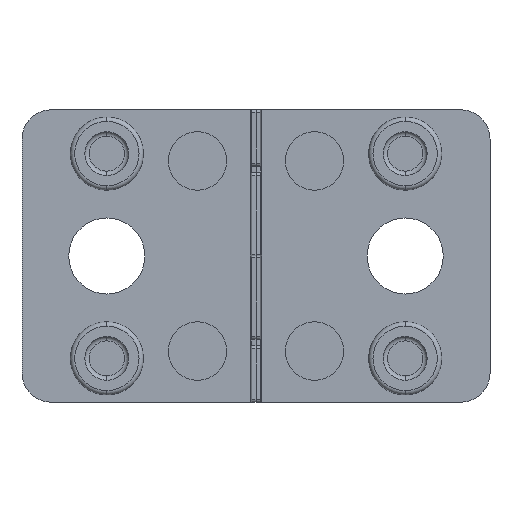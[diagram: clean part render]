
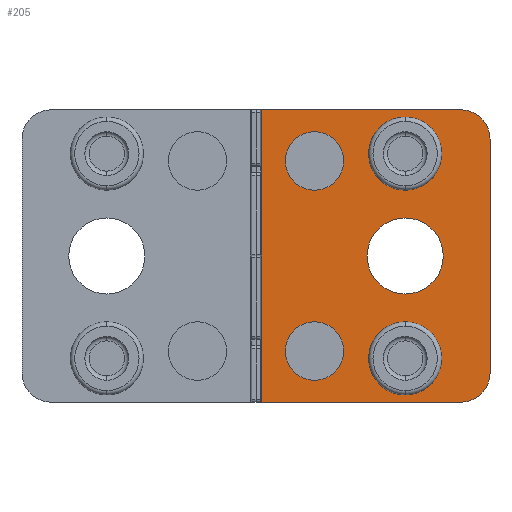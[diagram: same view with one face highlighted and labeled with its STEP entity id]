
A CAD part, front view. The second image highlights one B-rep face of the part: STEP entity #205.
In plain terms, the highlighted planar face has unit normal (0, -1, 0).
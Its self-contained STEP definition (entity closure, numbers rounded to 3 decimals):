
#45 = CIRCLE ( 'NONE', #4879, 2. ) ;
#129 = AXIS2_PLACEMENT_3D ( 'NONE', #2801, #2799, #2794 ) ;
#133 = CARTESIAN_POINT ( 'NONE',  ( 10.2, -6., -4.5 ) ) ;
#158 = AXIS2_PLACEMENT_3D ( 'NONE', #2645, #862, #864 ) ;
#182 = VERTEX_POINT ( 'NONE', #5233 ) ;
#205 = ADVANCED_FACE ( 'NONE', ( #2367, #2423, #2372, #2428, #2417, #2433 ), #5199, .F. ) ;
#245 = ORIENTED_EDGE ( 'NONE', *, *, #2719, .F. ) ;
#257 = CIRCLE ( 'NONE', #3186, 2. ) ;
#268 = CARTESIAN_POINT ( 'NONE',  ( 0.405, -6., 10. ) ) ;
#272 = CIRCLE ( 'NONE', #3453, 2.5 ) ;
#276 = DIRECTION ( 'NONE',  ( 0., 0., -1. ) ) ;
#370 = ORIENTED_EDGE ( 'NONE', *, *, #3869, .T. ) ;
#399 = VECTOR ( 'NONE', #276, 1000. ) ;
#404 = LINE ( 'NONE', #268, #399 ) ;
#675 = CARTESIAN_POINT ( 'NONE',  ( 10.2, -6., 9.5 ) ) ;
#678 = VERTEX_POINT ( 'NONE', #4087 ) ;
#686 = CARTESIAN_POINT ( 'NONE',  ( 0.405, -6., 10. ) ) ;
#709 = DIRECTION ( 'NONE',  ( 1., 0., 0. ) ) ;
#710 = CIRCLE ( 'NONE', #5176, 2.6 ) ;
#744 = EDGE_CURVE ( 'NONE', #3700, #1929, #1733, .T. ) ;
#786 = DIRECTION ( 'NONE',  ( 0., 0., 1. ) ) ;
#793 = DIRECTION ( 'NONE',  ( 0., 0., 1. ) ) ;
#800 = DIRECTION ( 'NONE',  ( 0., -1., 0. ) ) ;
#833 = CARTESIAN_POINT ( 'NONE',  ( 14., -6., -8. ) ) ;
#862 = DIRECTION ( 'NONE',  ( 0., -1., 0. ) ) ;
#864 = DIRECTION ( 'NONE',  ( 0., 0., 1. ) ) ;
#916 = DIRECTION ( 'NONE',  ( 0., -1., 0. ) ) ;
#930 = CARTESIAN_POINT ( 'NONE',  ( 10.2, -6., 7. ) ) ;
#994 = VERTEX_POINT ( 'NONE', #3437 ) ;
#1000 = CARTESIAN_POINT ( 'NONE',  ( 16., -6., 8. ) ) ;
#1014 = ORIENTED_EDGE ( 'NONE', *, *, #4348, .T. ) ;
#1025 = CARTESIAN_POINT ( 'NONE',  ( 14., -6., -10. ) ) ;
#1026 = AXIS2_PLACEMENT_3D ( 'NONE', #2735, #2727, #2726 ) ;
#1083 = VERTEX_POINT ( 'NONE', #3154 ) ;
#1084 = CARTESIAN_POINT ( 'NONE',  ( 10.2, -6., -2.6 ) ) ;
#1112 = CIRCLE ( 'NONE', #1026, 2. ) ;
#1148 = CIRCLE ( 'NONE', #129, 2. ) ;
#1191 = AXIS2_PLACEMENT_3D ( 'NONE', #2387, #2378, #2369 ) ;
#1219 = EDGE_CURVE ( 'NONE', #3041, #994, #1148, .T. ) ;
#1252 = EDGE_CURVE ( 'NONE', #2193, #4381, #1112, .T. ) ;
#1457 = CARTESIAN_POINT ( 'NONE',  ( 16., -6., -8. ) ) ;
#1467 = CARTESIAN_POINT ( 'NONE',  ( 0.405, -6., -10. ) ) ;
#1498 = DIRECTION ( 'NONE',  ( 0., -1., 0. ) ) ;
#1499 = CARTESIAN_POINT ( 'NONE',  ( 4., -6., 6.5 ) ) ;
#1532 = EDGE_LOOP ( 'NONE', ( #3401, #370 ) ) ;
#1563 = DIRECTION ( 'NONE',  ( 0., 0., 1. ) ) ;
#1567 = DIRECTION ( 'NONE',  ( 0., -1., 0. ) ) ;
#1572 = CARTESIAN_POINT ( 'NONE',  ( 10.2, -6., -7. ) ) ;
#1573 = CARTESIAN_POINT ( 'NONE',  ( 10.2, -6., 4.5 ) ) ;
#1581 = DIRECTION ( 'NONE',  ( 0., 0., -1. ) ) ;
#1591 = ORIENTED_EDGE ( 'NONE', *, *, #2014, .F. ) ;
#1668 = EDGE_CURVE ( 'NONE', #1083, #3792, #257, .T. ) ;
#1671 = EDGE_CURVE ( 'NONE', #1929, #3700, #272, .T. ) ;
#1733 = CIRCLE ( 'NONE', #2929, 2.5 ) ;
#1787 = EDGE_CURVE ( 'NONE', #5022, #2328, #45, .T. ) ;
#1788 = EDGE_LOOP ( 'NONE', ( #2868, #4430 ) ) ;
#1821 = VECTOR ( 'NONE', #3630, 1000. ) ;
#1879 = DIRECTION ( 'NONE',  ( 0., 0., 1. ) ) ;
#1903 = EDGE_CURVE ( 'NONE', #678, #2333, #404, .T. ) ;
#1929 = VERTEX_POINT ( 'NONE', #133 ) ;
#1939 = CARTESIAN_POINT ( 'NONE',  ( 10.2, -6., 7. ) ) ;
#1969 = DIRECTION ( 'NONE',  ( 0., -1., 0. ) ) ;
#1996 = VERTEX_POINT ( 'NONE', #675 ) ;
#2014 = EDGE_CURVE ( 'NONE', #678, #4381, #5005, .T. ) ;
#2042 = DIRECTION ( 'NONE',  ( 0., 0., 1. ) ) ;
#2048 = CARTESIAN_POINT ( 'NONE',  ( 10.2, -6., 0. ) ) ;
#2068 = ORIENTED_EDGE ( 'NONE', *, *, #744, .F. ) ;
#2098 = EDGE_CURVE ( 'NONE', #994, #3041, #4020, .T. ) ;
#2124 = ORIENTED_EDGE ( 'NONE', *, *, #1668, .F. ) ;
#2127 = EDGE_LOOP ( 'NONE', ( #4080, #3788, #1591, #4889, #1014, #2817 ) ) ;
#2139 = EDGE_LOOP ( 'NONE', ( #245, #3105 ) ) ;
#2193 = VERTEX_POINT ( 'NONE', #1000 ) ;
#2209 = EDGE_LOOP ( 'NONE', ( #2124, #3640 ) ) ;
#2258 = AXIS2_PLACEMENT_3D ( 'NONE', #1939, #1969, #1879 ) ;
#2328 = VERTEX_POINT ( 'NONE', #1457 ) ;
#2333 = VERTEX_POINT ( 'NONE', #1467 ) ;
#2367 = FACE_BOUND ( 'NONE', #1788, .T. ) ;
#2369 = DIRECTION ( 'NONE',  ( 0., 0., -1. ) ) ;
#2372 = FACE_BOUND ( 'NONE', #2139, .T. ) ;
#2378 = DIRECTION ( 'NONE',  ( 0., -1., 0. ) ) ;
#2387 = CARTESIAN_POINT ( 'NONE',  ( 4., -6., 6.5 ) ) ;
#2417 = FACE_OUTER_BOUND ( 'NONE', #2127, .T. ) ;
#2420 = DIRECTION ( 'NONE',  ( 0., 1., 0. ) ) ;
#2423 = FACE_BOUND ( 'NONE', #2209, .T. ) ;
#2428 = FACE_BOUND ( 'NONE', #1532, .T. ) ;
#2433 = FACE_BOUND ( 'NONE', #2867, .T. ) ;
#2586 = AXIS2_PLACEMENT_3D ( 'NONE', #5235, #5188, #5187 ) ;
#2645 = CARTESIAN_POINT ( 'NONE',  ( 4., -6., -6.5 ) ) ;
#2657 = CARTESIAN_POINT ( 'NONE',  ( 4., -6., -8.5 ) ) ;
#2719 = EDGE_CURVE ( 'NONE', #1996, #4839, #4661, .T. ) ;
#2726 = DIRECTION ( 'NONE',  ( 0., 0., 1. ) ) ;
#2727 = DIRECTION ( 'NONE',  ( 0., -1., 0. ) ) ;
#2735 = CARTESIAN_POINT ( 'NONE',  ( 14., -6., 8. ) ) ;
#2794 = DIRECTION ( 'NONE',  ( 0., 0., 1. ) ) ;
#2799 = DIRECTION ( 'NONE',  ( 0., -1., 0. ) ) ;
#2801 = CARTESIAN_POINT ( 'NONE',  ( 4., -6., -6.5 ) ) ;
#2802 = DIRECTION ( 'NONE',  ( 0., 0., -1. ) ) ;
#2813 = AXIS2_PLACEMENT_3D ( 'NONE', #2048, #2420, #2042 ) ;
#2817 = ORIENTED_EDGE ( 'NONE', *, *, #1787, .T. ) ;
#2867 = EDGE_LOOP ( 'NONE', ( #4957, #2068 ) ) ;
#2868 = ORIENTED_EDGE ( 'NONE', *, *, #1219, .F. ) ;
#2888 = CARTESIAN_POINT ( 'NONE',  ( 16., -6., 10. ) ) ;
#2929 = AXIS2_PLACEMENT_3D ( 'NONE', #3945, #3940, #3938 ) ;
#3041 = VERTEX_POINT ( 'NONE', #2657 ) ;
#3086 = EDGE_CURVE ( 'NONE', #3792, #1083, #4157, .T. ) ;
#3105 = ORIENTED_EDGE ( 'NONE', *, *, #3933, .F. ) ;
#3146 = LINE ( 'NONE', #3552, #1821 ) ;
#3154 = CARTESIAN_POINT ( 'NONE',  ( 4., -6., 4.5 ) ) ;
#3177 = CARTESIAN_POINT ( 'NONE',  ( 4., -6., 8.5 ) ) ;
#3186 = AXIS2_PLACEMENT_3D ( 'NONE', #1499, #1498, #1581 ) ;
#3222 = CIRCLE ( 'NONE', #2813, 2.6 ) ;
#3281 = CIRCLE ( 'NONE', #5076, 2.5 ) ;
#3369 = CARTESIAN_POINT ( 'NONE',  ( 14., -6., 10. ) ) ;
#3401 = ORIENTED_EDGE ( 'NONE', *, *, #3724, .T. ) ;
#3437 = CARTESIAN_POINT ( 'NONE',  ( 4., -6., -4.5 ) ) ;
#3453 = AXIS2_PLACEMENT_3D ( 'NONE', #1572, #1567, #1563 ) ;
#3543 = DIRECTION ( 'NONE',  ( 0., 0., 1. ) ) ;
#3552 = CARTESIAN_POINT ( 'NONE',  ( 0.405, -6., -10. ) ) ;
#3562 = DIRECTION ( 'NONE',  ( 0., 1., 0. ) ) ;
#3584 = CARTESIAN_POINT ( 'NONE',  ( 10.2, -6., 0. ) ) ;
#3630 = DIRECTION ( 'NONE',  ( 1., 0., 0. ) ) ;
#3640 = ORIENTED_EDGE ( 'NONE', *, *, #3086, .F. ) ;
#3700 = VERTEX_POINT ( 'NONE', #3964 ) ;
#3724 = EDGE_CURVE ( 'NONE', #182, #3926, #710, .T. ) ;
#3788 = ORIENTED_EDGE ( 'NONE', *, *, #1252, .T. ) ;
#3792 = VERTEX_POINT ( 'NONE', #3177 ) ;
#3869 = EDGE_CURVE ( 'NONE', #3926, #182, #3222, .T. ) ;
#3926 = VERTEX_POINT ( 'NONE', #1084 ) ;
#3933 = EDGE_CURVE ( 'NONE', #4839, #1996, #3281, .T. ) ;
#3938 = DIRECTION ( 'NONE',  ( 0., 0., 1. ) ) ;
#3940 = DIRECTION ( 'NONE',  ( 0., -1., 0. ) ) ;
#3945 = CARTESIAN_POINT ( 'NONE',  ( 10.2, -6., -7. ) ) ;
#3964 = CARTESIAN_POINT ( 'NONE',  ( 10.2, -6., -9.5 ) ) ;
#4020 = CIRCLE ( 'NONE', #158, 2. ) ;
#4080 = ORIENTED_EDGE ( 'NONE', *, *, #4529, .F. ) ;
#4087 = CARTESIAN_POINT ( 'NONE',  ( 0.405, -6., 10. ) ) ;
#4157 = CIRCLE ( 'NONE', #1191, 2. ) ;
#4348 = EDGE_CURVE ( 'NONE', #2333, #5022, #3146, .T. ) ;
#4381 = VERTEX_POINT ( 'NONE', #3369 ) ;
#4430 = ORIENTED_EDGE ( 'NONE', *, *, #2098, .F. ) ;
#4529 = EDGE_CURVE ( 'NONE', #2193, #2328, #5245, .T. ) ;
#4661 = CIRCLE ( 'NONE', #2258, 2.5 ) ;
#4839 = VERTEX_POINT ( 'NONE', #1573 ) ;
#4879 = AXIS2_PLACEMENT_3D ( 'NONE', #833, #800, #786 ) ;
#4889 = ORIENTED_EDGE ( 'NONE', *, *, #1903, .T. ) ;
#4957 = ORIENTED_EDGE ( 'NONE', *, *, #1671, .F. ) ;
#4989 = VECTOR ( 'NONE', #709, 1000. ) ;
#5005 = LINE ( 'NONE', #686, #4989 ) ;
#5022 = VERTEX_POINT ( 'NONE', #1025 ) ;
#5076 = AXIS2_PLACEMENT_3D ( 'NONE', #930, #916, #793 ) ;
#5176 = AXIS2_PLACEMENT_3D ( 'NONE', #3584, #3562, #3543 ) ;
#5187 = DIRECTION ( 'NONE',  ( 0., 0., 1. ) ) ;
#5188 = DIRECTION ( 'NONE',  ( 0., 1., 0. ) ) ;
#5199 = PLANE ( 'NONE',  #2586 ) ;
#5233 = CARTESIAN_POINT ( 'NONE',  ( 10.2, -6., 2.6 ) ) ;
#5235 = CARTESIAN_POINT ( 'NONE',  ( 0.405, -6., 10. ) ) ;
#5238 = VECTOR ( 'NONE', #2802, 1000. ) ;
#5245 = LINE ( 'NONE', #2888, #5238 ) ;
